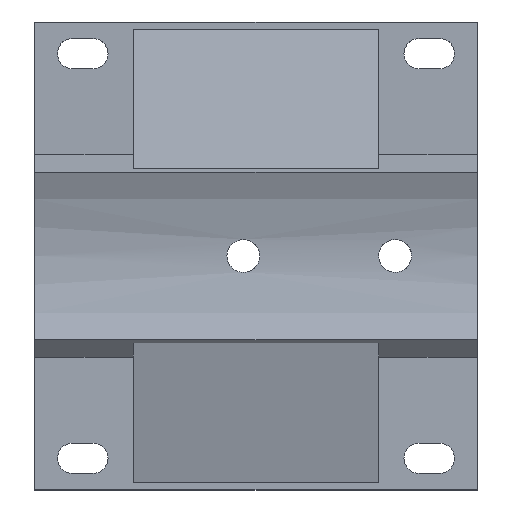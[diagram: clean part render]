
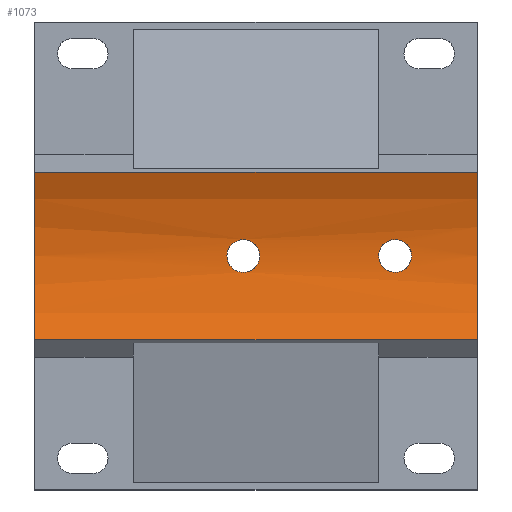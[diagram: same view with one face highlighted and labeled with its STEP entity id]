
A CAD part, top view. The second image highlights one B-rep face of the part: STEP entity #1073.
In plain terms, the highlighted cylindrical face has radius 78 mm (diameter 156 mm), a partial arc.
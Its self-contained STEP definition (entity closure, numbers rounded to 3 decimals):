
#14=B_SPLINE_CURVE_WITH_KNOTS('',3,(#1675,#1676,#1677,#1678,#1679,#1680,
#1681,#1682,#1683,#1684,#1685,#1686,#1687,#1688,#1689,#1690,#1691,#1692,
#1693,#1694,#1695,#1696,#1697,#1698,#1699,#1700,#1701,#1702,#1703,#1704,
#1705,#1706,#1707,#1708),.UNSPECIFIED.,.T.,.F.,(4,2,2,2,2,2,2,2,2,2,2,2,
2,2,2,2,4),(0.,0.245,0.49,0.735,0.98,
1.225,1.47,1.715,1.96,2.205,
2.45,2.695,2.94,3.185,3.43,
3.675,3.919),.UNSPECIFIED.);
#15=B_SPLINE_CURVE_WITH_KNOTS('',3,(#1711,#1712,#1713,#1714,#1715,#1716,
#1717,#1718,#1719,#1720,#1721,#1722,#1723,#1724,#1725,#1726,#1727,#1728,
#1729,#1730,#1731,#1732,#1733,#1734,#1735,#1736,#1737,#1738,#1739,#1740,
#1741,#1742,#1743,#1744),.UNSPECIFIED.,.T.,.F.,(4,2,2,2,2,2,2,2,2,2,2,2,
2,2,2,2,4),(0.,0.245,0.49,0.735,0.98,
1.225,1.47,1.715,1.96,2.205,
2.45,2.695,2.94,3.185,3.43,
3.675,3.919),.UNSPECIFIED.);
#28=CYLINDRICAL_SURFACE('',#1152,78.);
#43=FACE_BOUND('',#176,.T.);
#44=FACE_BOUND('',#177,.T.);
#45=FACE_BOUND('',#178,.T.);
#71=CIRCLE('',#1153,78.);
#72=CIRCLE('',#1154,78.);
#176=EDGE_LOOP('',(#919));
#177=EDGE_LOOP('',(#920));
#178=EDGE_LOOP('',(#921,#922,#923,#924));
#295=LINE('',#1779,#419);
#301=LINE('',#1790,#425);
#419=VECTOR('',#1405,175.);
#425=VECTOR('',#1413,175.);
#513=VERTEX_POINT('',#1674);
#514=VERTEX_POINT('',#1710);
#527=VERTEX_POINT('',#1777);
#528=VERTEX_POINT('',#1778);
#531=VERTEX_POINT('',#1788);
#532=VERTEX_POINT('',#1789);
#650=EDGE_CURVE('',#513,#513,#14,.T.);
#651=EDGE_CURVE('',#514,#514,#15,.T.);
#667=EDGE_CURVE('',#527,#528,#295,.T.);
#673=EDGE_CURVE('',#531,#532,#301,.T.);
#674=EDGE_CURVE('',#528,#532,#71,.T.);
#675=EDGE_CURVE('',#531,#527,#72,.T.);
#919=ORIENTED_EDGE('',*,*,#650,.T.);
#920=ORIENTED_EDGE('',*,*,#651,.T.);
#921=ORIENTED_EDGE('',*,*,#673,.T.);
#922=ORIENTED_EDGE('',*,*,#674,.F.);
#923=ORIENTED_EDGE('',*,*,#667,.F.);
#924=ORIENTED_EDGE('',*,*,#675,.F.);
#1073=ADVANCED_FACE('',(#43,#44,#45),#28,.F.);
#1152=AXIS2_PLACEMENT_3D('',#1787,#1411,#1412);
#1153=AXIS2_PLACEMENT_3D('',#1791,#1414,#1415);
#1154=AXIS2_PLACEMENT_3D('',#1792,#1416,#1417);
#1405=DIRECTION('',(-1.,0.,0.));
#1411=DIRECTION('center_axis',(1.,0.,0.));
#1412=DIRECTION('ref_axis',(0.,-0.425,-0.905));
#1413=DIRECTION('',(-1.,0.,0.));
#1414=DIRECTION('center_axis',(1.,0.,0.));
#1415=DIRECTION('ref_axis',(0.,-0.425,-0.905));
#1416=DIRECTION('center_axis',(-1.,0.,0.));
#1417=DIRECTION('ref_axis',(0.,-0.425,-0.905));
#1674=CARTESIAN_POINT('',(55.,6.5,-77.729));
#1675=CARTESIAN_POINT('Ctrl Pts',(55.,6.5,-77.729));
#1676=CARTESIAN_POINT('Ctrl Pts',(55.817,6.5,-77.729));
#1677=CARTESIAN_POINT('Ctrl Pts',(56.687,6.337,-77.743));
#1678=CARTESIAN_POINT('Ctrl Pts',(58.289,5.673,-77.794));
#1679=CARTESIAN_POINT('Ctrl Pts',(59.019,5.173,-77.83));
#1680=CARTESIAN_POINT('Ctrl Pts',(60.173,4.019,-77.899));
#1681=CARTESIAN_POINT('Ctrl Pts',(60.673,3.289,-77.935));
#1682=CARTESIAN_POINT('Ctrl Pts',(61.337,1.687,-77.986));
#1683=CARTESIAN_POINT('Ctrl Pts',(61.5,0.817,-78.));
#1684=CARTESIAN_POINT('Ctrl Pts',(61.5,-0.817,-78.));
#1685=CARTESIAN_POINT('Ctrl Pts',(61.337,-1.687,-77.986));
#1686=CARTESIAN_POINT('Ctrl Pts',(60.673,-3.289,-77.935));
#1687=CARTESIAN_POINT('Ctrl Pts',(60.173,-4.019,-77.899));
#1688=CARTESIAN_POINT('Ctrl Pts',(59.019,-5.173,-77.83));
#1689=CARTESIAN_POINT('Ctrl Pts',(58.289,-5.673,-77.794));
#1690=CARTESIAN_POINT('Ctrl Pts',(56.687,-6.337,-77.743));
#1691=CARTESIAN_POINT('Ctrl Pts',(55.817,-6.5,-77.729));
#1692=CARTESIAN_POINT('Ctrl Pts',(54.183,-6.5,-77.729));
#1693=CARTESIAN_POINT('Ctrl Pts',(53.313,-6.337,-77.743));
#1694=CARTESIAN_POINT('Ctrl Pts',(51.711,-5.673,-77.794));
#1695=CARTESIAN_POINT('Ctrl Pts',(50.981,-5.173,-77.83));
#1696=CARTESIAN_POINT('Ctrl Pts',(49.827,-4.019,-77.899));
#1697=CARTESIAN_POINT('Ctrl Pts',(49.327,-3.289,-77.935));
#1698=CARTESIAN_POINT('Ctrl Pts',(48.663,-1.687,-77.986));
#1699=CARTESIAN_POINT('Ctrl Pts',(48.5,-0.817,-78.));
#1700=CARTESIAN_POINT('Ctrl Pts',(48.5,0.817,-78.));
#1701=CARTESIAN_POINT('Ctrl Pts',(48.663,1.687,-77.986));
#1702=CARTESIAN_POINT('Ctrl Pts',(49.327,3.289,-77.935));
#1703=CARTESIAN_POINT('Ctrl Pts',(49.827,4.019,-77.899));
#1704=CARTESIAN_POINT('Ctrl Pts',(50.981,5.173,-77.83));
#1705=CARTESIAN_POINT('Ctrl Pts',(51.711,5.673,-77.794));
#1706=CARTESIAN_POINT('Ctrl Pts',(53.313,6.337,-77.743));
#1707=CARTESIAN_POINT('Ctrl Pts',(54.183,6.5,-77.729));
#1708=CARTESIAN_POINT('Ctrl Pts',(55.,6.5,-77.729));
#1710=CARTESIAN_POINT('',(-5.,6.5,-77.729));
#1711=CARTESIAN_POINT('Ctrl Pts',(-5.,6.5,-77.729));
#1712=CARTESIAN_POINT('Ctrl Pts',(-4.183,6.5,-77.729));
#1713=CARTESIAN_POINT('Ctrl Pts',(-3.313,6.337,-77.743));
#1714=CARTESIAN_POINT('Ctrl Pts',(-1.711,5.673,-77.794));
#1715=CARTESIAN_POINT('Ctrl Pts',(-0.981,5.173,-77.83));
#1716=CARTESIAN_POINT('Ctrl Pts',(0.173,4.019,-77.899));
#1717=CARTESIAN_POINT('Ctrl Pts',(0.673,3.289,-77.935));
#1718=CARTESIAN_POINT('Ctrl Pts',(1.337,1.687,-77.986));
#1719=CARTESIAN_POINT('Ctrl Pts',(1.5,0.817,-78.));
#1720=CARTESIAN_POINT('Ctrl Pts',(1.5,-0.817,-78.));
#1721=CARTESIAN_POINT('Ctrl Pts',(1.337,-1.687,-77.986));
#1722=CARTESIAN_POINT('Ctrl Pts',(0.673,-3.289,-77.935));
#1723=CARTESIAN_POINT('Ctrl Pts',(0.173,-4.019,-77.899));
#1724=CARTESIAN_POINT('Ctrl Pts',(-0.981,-5.173,
-77.83));
#1725=CARTESIAN_POINT('Ctrl Pts',(-1.711,-5.673,-77.794));
#1726=CARTESIAN_POINT('Ctrl Pts',(-3.313,-6.337,-77.743));
#1727=CARTESIAN_POINT('Ctrl Pts',(-4.183,-6.5,-77.729));
#1728=CARTESIAN_POINT('Ctrl Pts',(-5.817,-6.5,-77.729));
#1729=CARTESIAN_POINT('Ctrl Pts',(-6.687,-6.337,-77.743));
#1730=CARTESIAN_POINT('Ctrl Pts',(-8.289,-5.673,-77.794));
#1731=CARTESIAN_POINT('Ctrl Pts',(-9.019,-5.173,-77.83));
#1732=CARTESIAN_POINT('Ctrl Pts',(-10.173,-4.019,-77.899));
#1733=CARTESIAN_POINT('Ctrl Pts',(-10.673,-3.289,-77.935));
#1734=CARTESIAN_POINT('Ctrl Pts',(-11.337,-1.687,-77.986));
#1735=CARTESIAN_POINT('Ctrl Pts',(-11.5,-0.817,-78.));
#1736=CARTESIAN_POINT('Ctrl Pts',(-11.5,0.817,-78.));
#1737=CARTESIAN_POINT('Ctrl Pts',(-11.337,1.687,-77.986));
#1738=CARTESIAN_POINT('Ctrl Pts',(-10.673,3.289,-77.935));
#1739=CARTESIAN_POINT('Ctrl Pts',(-10.173,4.019,-77.899));
#1740=CARTESIAN_POINT('Ctrl Pts',(-9.019,5.173,-77.83));
#1741=CARTESIAN_POINT('Ctrl Pts',(-8.289,5.673,-77.794));
#1742=CARTESIAN_POINT('Ctrl Pts',(-6.687,6.337,-77.743));
#1743=CARTESIAN_POINT('Ctrl Pts',(-5.817,6.5,-77.729));
#1744=CARTESIAN_POINT('Ctrl Pts',(-5.,6.5,-77.729));
#1777=CARTESIAN_POINT('',(87.5,-33.166,-70.598));
#1778=CARTESIAN_POINT('',(-87.5,-33.166,-70.598));
#1779=CARTESIAN_POINT('',(0.,-33.166,-70.598));
#1787=CARTESIAN_POINT('Origin',(0.,0.,0.));
#1788=CARTESIAN_POINT('',(87.5,33.166,-70.598));
#1789=CARTESIAN_POINT('',(-87.5,33.166,-70.598));
#1790=CARTESIAN_POINT('',(0.,33.166,-70.598));
#1791=CARTESIAN_POINT('Origin',(-87.5,0.,0.));
#1792=CARTESIAN_POINT('Origin',(87.5,0.,0.));
